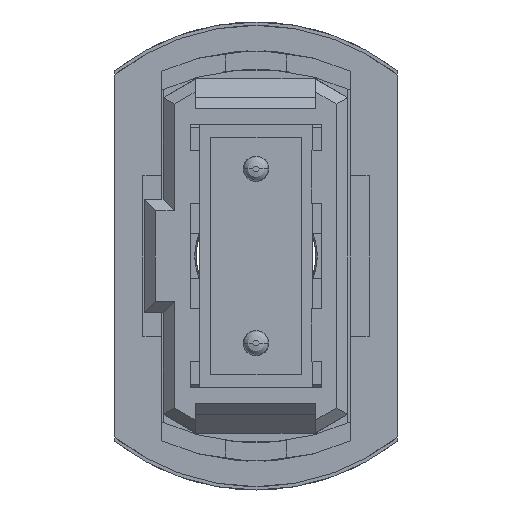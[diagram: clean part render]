
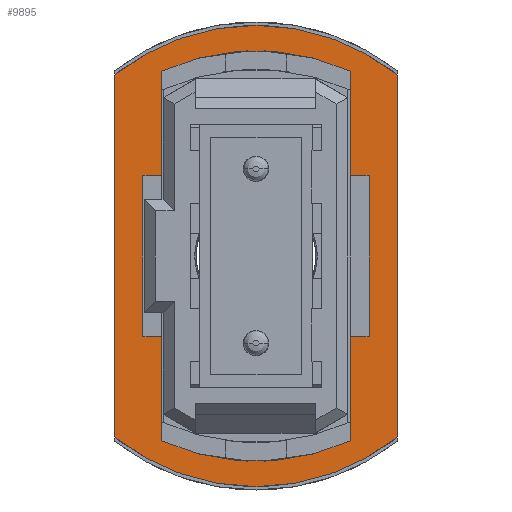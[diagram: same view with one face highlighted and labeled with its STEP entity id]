
A CAD part, left-side view. The second image highlights one B-rep face of the part: STEP entity #9895.
In plain terms, the highlighted face is planar.
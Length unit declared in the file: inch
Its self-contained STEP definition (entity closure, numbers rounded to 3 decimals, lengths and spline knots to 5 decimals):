
#48 = EDGE_CURVE ( 'NONE', #6965, #3107, #14888, .T. ) ;
#97 = VERTEX_POINT ( 'NONE', #11082 ) ;
#127 = ORIENTED_EDGE ( 'NONE', *, *, #7298, .F. ) ;
#139 = EDGE_CURVE ( 'NONE', #9494, #1519, #2477, .T. ) ;
#154 = EDGE_CURVE ( 'NONE', #8154, #675, #9282, .T. ) ;
#177 = VECTOR ( 'NONE', #12204, 39.37008 ) ;
#231 = DIRECTION ( 'NONE',  ( -1., 0., 0. ) ) ;
#320 = CIRCLE ( 'NONE', #1898, 0.23622 ) ;
#330 = CARTESIAN_POINT ( 'NONE',  ( -0.08366, 0.46457, 0.09843 ) ) ;
#337 = DIRECTION ( 'NONE',  ( 0., 1., 0. ) ) ;
#401 = CARTESIAN_POINT ( 'NONE',  ( -0.08366, 0.46457, 0.11811 ) ) ;
#581 = DIRECTION ( 'NONE',  ( 0., 1., 0. ) ) ;
#626 = ORIENTED_EDGE ( 'NONE', *, *, #4450, .F. ) ;
#675 = VERTEX_POINT ( 'NONE', #4223 ) ;
#747 = DIRECTION ( 'NONE',  ( 0., 0., 1. ) ) ;
#782 = DIRECTION ( 'NONE',  ( 0., 1., 0. ) ) ;
#791 = VERTEX_POINT ( 'NONE', #14584 ) ;
#927 = DIRECTION ( 'NONE',  ( 0., 0., 1. ) ) ;
#1097 = DIRECTION ( 'NONE',  ( 1., 0., 0. ) ) ;
#1425 = VERTEX_POINT ( 'NONE', #330 ) ;
#1476 = AXIS2_PLACEMENT_3D ( 'NONE', #7375, #14907, #3964 ) ;
#1519 = VERTEX_POINT ( 'NONE', #12407 ) ;
#1721 = EDGE_CURVE ( 'NONE', #11830, #15005, #5191, .T. ) ;
#1732 = CARTESIAN_POINT ( 'NONE',  ( 0.08366, 0.46457, -0.11811 ) ) ;
#1734 = VECTOR ( 'NONE', #15361, 39.37008 ) ;
#1760 = VERTEX_POINT ( 'NONE', #11351 ) ;
#1762 = ORIENTED_EDGE ( 'NONE', *, *, #13366, .F. ) ;
#1889 = CARTESIAN_POINT ( 'NONE',  ( 0.18898, 0.46457, 0.14764 ) ) ;
#1898 = AXIS2_PLACEMENT_3D ( 'NONE', #8128, #11849, #15584 ) ;
#1975 = EDGE_LOOP ( 'NONE', ( #3136, #127, #3111, #626, #9214, #12499, #1762, #11492, #13894, #15667, #2755, #10951 ) ) ;
#2053 = CARTESIAN_POINT ( 'NONE',  ( 0.08366, 0.46457, 0.09843 ) ) ;
#2184 = LINE ( 'NONE', #15894, #13784 ) ;
#2193 = LINE ( 'NONE', #15512, #13429 ) ;
#2400 = VECTOR ( 'NONE', #14070, 39.37008 ) ;
#2441 = CARTESIAN_POINT ( 'NONE',  ( -0.19291, 0.46457, 0.09843 ) ) ;
#2477 = LINE ( 'NONE', #7434, #9770 ) ;
#2551 = CARTESIAN_POINT ( 'NONE',  ( -0.19291, 0.46457, 0.09843 ) ) ;
#2618 = VERTEX_POINT ( 'NONE', #10952 ) ;
#2755 = ORIENTED_EDGE ( 'NONE', *, *, #13689, .F. ) ;
#2993 = ORIENTED_EDGE ( 'NONE', *, *, #15833, .T. ) ;
#3016 = FACE_BOUND ( 'NONE', #1975, .T. ) ;
#3107 = VERTEX_POINT ( 'NONE', #7523 ) ;
#3111 = ORIENTED_EDGE ( 'NONE', *, *, #14080, .F. ) ;
#3136 = ORIENTED_EDGE ( 'NONE', *, *, #10096, .F. ) ;
#3393 = EDGE_CURVE ( 'NONE', #14518, #11830, #6067, .T. ) ;
#3762 = VERTEX_POINT ( 'NONE', #2441 ) ;
#3964 = DIRECTION ( 'NONE',  ( 0., 0., 1. ) ) ;
#4088 = CARTESIAN_POINT ( 'NONE',  ( 0.00458, 0.46457, 0. ) ) ;
#4223 = CARTESIAN_POINT ( 'NONE',  ( 0.08366, 0.46457, -0.09843 ) ) ;
#4450 = EDGE_CURVE ( 'NONE', #3762, #1425, #8884, .T. ) ;
#5191 = LINE ( 'NONE', #6404, #9871 ) ;
#5231 = ORIENTED_EDGE ( 'NONE', *, *, #3393, .T. ) ;
#5489 = CARTESIAN_POINT ( 'NONE',  ( -0.18898, 0.46457, -0.14764 ) ) ;
#5799 = DIRECTION ( 'NONE',  ( 0., 0., -1. ) ) ;
#5806 = CARTESIAN_POINT ( 'NONE',  ( 0.02183, 0.46457, 0. ) ) ;
#6051 = DIRECTION ( 'NONE',  ( -1., 0., 0. ) ) ;
#6067 = CIRCLE ( 'NONE', #15131, 0.23622 ) ;
#6404 = CARTESIAN_POINT ( 'NONE',  ( 0.18898, 0.46457, -0.14764 ) ) ;
#6642 = VECTOR ( 'NONE', #10104, 39.37008 ) ;
#6649 = VECTOR ( 'NONE', #8905, 39.37008 ) ;
#6965 = VERTEX_POINT ( 'NONE', #2053 ) ;
#7103 = ORIENTED_EDGE ( 'NONE', *, *, #8363, .T. ) ;
#7225 = CARTESIAN_POINT ( 'NONE',  ( 0.18898, 0.46457, -0.14764 ) ) ;
#7298 = EDGE_CURVE ( 'NONE', #2618, #97, #2184, .T. ) ;
#7375 = CARTESIAN_POINT ( 'NONE',  ( -0.02183, 0.46457, 0. ) ) ;
#7434 = CARTESIAN_POINT ( 'NONE',  ( -0.08366, 0.46457, -0.11811 ) ) ;
#7491 = ORIENTED_EDGE ( 'NONE', *, *, #1721, .T. ) ;
#7523 = CARTESIAN_POINT ( 'NONE',  ( 0.19291, 0.46457, 0.09843 ) ) ;
#7631 = AXIS2_PLACEMENT_3D ( 'NONE', #8059, #581, #747 ) ;
#7769 = LINE ( 'NONE', #9151, #2400 ) ;
#8007 = EDGE_CURVE ( 'NONE', #13937, #791, #7769, .T. ) ;
#8059 = CARTESIAN_POINT ( 'NONE',  ( -0.00458, 0.46457, 0. ) ) ;
#8101 = EDGE_CURVE ( 'NONE', #791, #3762, #15375, .T. ) ;
#8128 = CARTESIAN_POINT ( 'NONE',  ( -0.00458, 0.46457, 0. ) ) ;
#8154 = VERTEX_POINT ( 'NONE', #9862 ) ;
#8170 = LINE ( 'NONE', #13266, #177 ) ;
#8363 = EDGE_CURVE ( 'NONE', #15005, #1760, #320, .T. ) ;
#8716 = DIRECTION ( 'NONE',  ( 0., 0., 1. ) ) ;
#8884 = LINE ( 'NONE', #2551, #6642 ) ;
#8905 = DIRECTION ( 'NONE',  ( 0., 0., 1. ) ) ;
#9033 = VECTOR ( 'NONE', #11688, 39.37008 ) ;
#9151 = CARTESIAN_POINT ( 'NONE',  ( 0.19291, 0.46457, -0.09843 ) ) ;
#9214 = ORIENTED_EDGE ( 'NONE', *, *, #8101, .F. ) ;
#9282 = LINE ( 'NONE', #10424, #1734 ) ;
#9340 = VECTOR ( 'NONE', #1097, 39.37008 ) ;
#9494 = VERTEX_POINT ( 'NONE', #1732 ) ;
#9586 = DIRECTION ( 'NONE',  ( 1., 0., 0. ) ) ;
#9624 = LINE ( 'NONE', #12121, #9722 ) ;
#9722 = VECTOR ( 'NONE', #5799, 39.37008 ) ;
#9770 = VECTOR ( 'NONE', #6051, 39.37008 ) ;
#9862 = CARTESIAN_POINT ( 'NONE',  ( 0.19291, 0.46457, -0.09843 ) ) ;
#9871 = VECTOR ( 'NONE', #231, 39.37008 ) ;
#9895 = ADVANCED_FACE ( 'NONE', ( #3016, #14208 ), #15589, .T. ) ;
#10096 = EDGE_CURVE ( 'NONE', #97, #6965, #9624, .T. ) ;
#10104 = DIRECTION ( 'NONE',  ( 1., 0., 0. ) ) ;
#10122 = LINE ( 'NONE', #15057, #6649 ) ;
#10424 = CARTESIAN_POINT ( 'NONE',  ( 0.19291, 0.46457, -0.09843 ) ) ;
#10951 = ORIENTED_EDGE ( 'NONE', *, *, #48, .F. ) ;
#10952 = CARTESIAN_POINT ( 'NONE',  ( -0.08366, 0.46457, 0.11811 ) ) ;
#11059 = CIRCLE ( 'NONE', #1476, 0.23622 ) ;
#11082 = CARTESIAN_POINT ( 'NONE',  ( 0.08366, 0.46457, 0.11811 ) ) ;
#11351 = CARTESIAN_POINT ( 'NONE',  ( -0.18898, 0.46457, 0.14764 ) ) ;
#11492 = ORIENTED_EDGE ( 'NONE', *, *, #139, .F. ) ;
#11688 = DIRECTION ( 'NONE',  ( 0., 0., 1. ) ) ;
#11830 = VERTEX_POINT ( 'NONE', #7225 ) ;
#11849 = DIRECTION ( 'NONE',  ( 0., 1., 0. ) ) ;
#12121 = CARTESIAN_POINT ( 'NONE',  ( 0.08366, 0.46457, 0.11811 ) ) ;
#12175 = EDGE_CURVE ( 'NONE', #675, #9494, #8170, .T. ) ;
#12204 = DIRECTION ( 'NONE',  ( 0., 0., -1. ) ) ;
#12407 = CARTESIAN_POINT ( 'NONE',  ( -0.08366, 0.46457, -0.11811 ) ) ;
#12408 = EDGE_LOOP ( 'NONE', ( #7103, #2993, #5231, #7491 ) ) ;
#12499 = ORIENTED_EDGE ( 'NONE', *, *, #8007, .F. ) ;
#13068 = DIRECTION ( 'NONE',  ( 1., 0., 0. ) ) ;
#13266 = CARTESIAN_POINT ( 'NONE',  ( 0.08366, 0.46457, 0.11811 ) ) ;
#13366 = EDGE_CURVE ( 'NONE', #1519, #13937, #15420, .T. ) ;
#13429 = VECTOR ( 'NONE', #13068, 39.37008 ) ;
#13532 = AXIS2_PLACEMENT_3D ( 'NONE', #5806, #782, #927 ) ;
#13689 = EDGE_CURVE ( 'NONE', #3107, #8154, #11059, .T. ) ;
#13784 = VECTOR ( 'NONE', #9586, 39.37008 ) ;
#13894 = ORIENTED_EDGE ( 'NONE', *, *, #12175, .F. ) ;
#13937 = VERTEX_POINT ( 'NONE', #14498 ) ;
#14070 = DIRECTION ( 'NONE',  ( -1., 0., 0. ) ) ;
#14080 = EDGE_CURVE ( 'NONE', #1425, #2618, #10122, .T. ) ;
#14208 = FACE_OUTER_BOUND ( 'NONE', #12408, .T. ) ;
#14498 = CARTESIAN_POINT ( 'NONE',  ( -0.08366, 0.46457, -0.09843 ) ) ;
#14518 = VERTEX_POINT ( 'NONE', #1889 ) ;
#14584 = CARTESIAN_POINT ( 'NONE',  ( -0.19291, 0.46457, -0.09843 ) ) ;
#14888 = LINE ( 'NONE', #15951, #9340 ) ;
#14907 = DIRECTION ( 'NONE',  ( 0., 1., 0. ) ) ;
#15005 = VERTEX_POINT ( 'NONE', #5489 ) ;
#15057 = CARTESIAN_POINT ( 'NONE',  ( -0.08366, 0.46457, 0.11811 ) ) ;
#15131 = AXIS2_PLACEMENT_3D ( 'NONE', #4088, #337, #8716 ) ;
#15361 = DIRECTION ( 'NONE',  ( -1., 0., 0. ) ) ;
#15375 = CIRCLE ( 'NONE', #13532, 0.23622 ) ;
#15420 = LINE ( 'NONE', #401, #9033 ) ;
#15512 = CARTESIAN_POINT ( 'NONE',  ( -0.18898, 0.46457, 0.14764 ) ) ;
#15584 = DIRECTION ( 'NONE',  ( 0., 0., 1. ) ) ;
#15589 = PLANE ( 'NONE',  #7631 ) ;
#15667 = ORIENTED_EDGE ( 'NONE', *, *, #154, .F. ) ;
#15833 = EDGE_CURVE ( 'NONE', #1760, #14518, #2193, .T. ) ;
#15894 = CARTESIAN_POINT ( 'NONE',  ( -0.08366, 0.46457, 0.11811 ) ) ;
#15951 = CARTESIAN_POINT ( 'NONE',  ( -0.19291, 0.46457, 0.09843 ) ) ;
